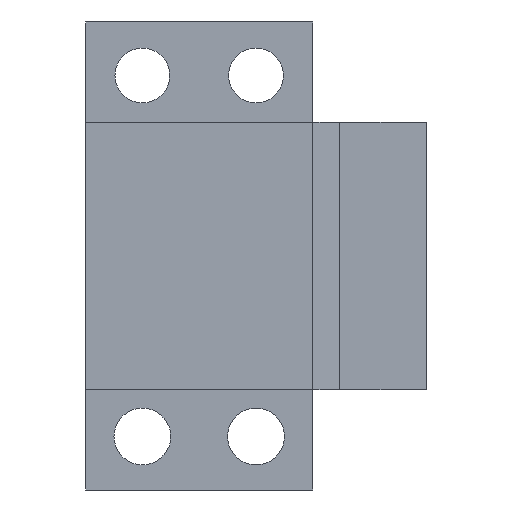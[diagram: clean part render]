
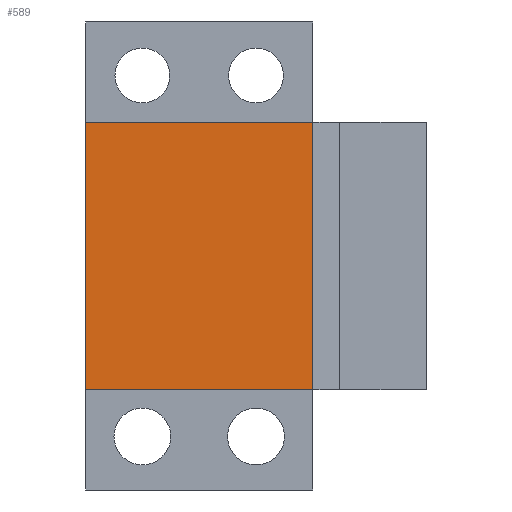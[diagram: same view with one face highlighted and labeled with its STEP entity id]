
A CAD part, front view. The second image highlights one B-rep face of the part: STEP entity #589.
In plain terms, the highlighted planar face has unit normal (0, -1, 0).
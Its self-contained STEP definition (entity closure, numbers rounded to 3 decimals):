
#50=PLANE('',#661);
#79=FACE_OUTER_BOUND('',#125,.T.);
#125=EDGE_LOOP('',(#537,#538,#539,#540));
#137=LINE('',#861,#197);
#162=LINE('',#914,#222);
#185=LINE('',#978,#245);
#186=LINE('',#980,#246);
#197=VECTOR('',#701,10.);
#222=VECTOR('',#738,10.);
#245=VECTOR('',#811,10.);
#246=VECTOR('',#814,10.);
#279=VERTEX_POINT('',#858);
#280=VERTEX_POINT('',#860);
#301=VERTEX_POINT('',#911);
#302=VERTEX_POINT('',#913);
#335=EDGE_CURVE('',#279,#280,#137,.T.);
#362=EDGE_CURVE('',#302,#301,#162,.T.);
#393=EDGE_CURVE('',#302,#279,#185,.T.);
#394=EDGE_CURVE('',#301,#280,#186,.T.);
#537=ORIENTED_EDGE('',*,*,#362,.T.);
#538=ORIENTED_EDGE('',*,*,#394,.T.);
#539=ORIENTED_EDGE('',*,*,#335,.F.);
#540=ORIENTED_EDGE('',*,*,#393,.F.);
#589=ADVANCED_FACE('',(#79),#50,.T.);
#661=AXIS2_PLACEMENT_3D('',#981,#815,#816);
#701=DIRECTION('',(0.,0.,1.));
#738=DIRECTION('',(0.,0.,1.));
#811=DIRECTION('',(-1.,0.,0.));
#814=DIRECTION('',(-1.,0.,0.));
#815=DIRECTION('center_axis',(0.,-1.,0.));
#816=DIRECTION('ref_axis',(0.,0.,-1.));
#858=CARTESIAN_POINT('',(-34.,-20.,-20.));
#860=CARTESIAN_POINT('',(-34.,-20.,20.));
#861=CARTESIAN_POINT('',(-34.,-20.,-20.));
#911=CARTESIAN_POINT('',(0.,-20.,20.));
#913=CARTESIAN_POINT('',(0.,-20.,-20.));
#914=CARTESIAN_POINT('',(0.,-20.,20.));
#978=CARTESIAN_POINT('',(-25.,-20.,-20.));
#980=CARTESIAN_POINT('',(-25.,-20.,20.));
#981=CARTESIAN_POINT('Origin',(-12.5,-20.,0.));
